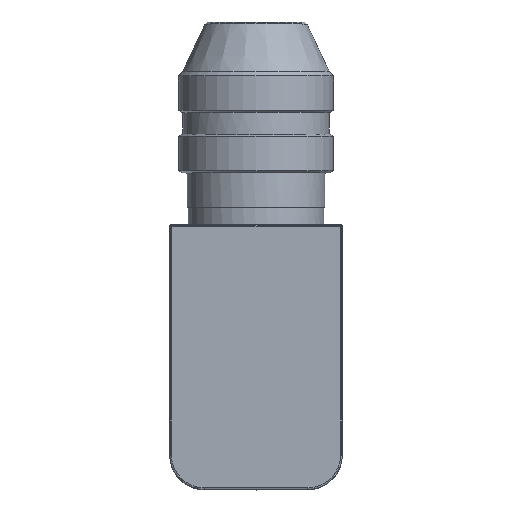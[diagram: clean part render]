
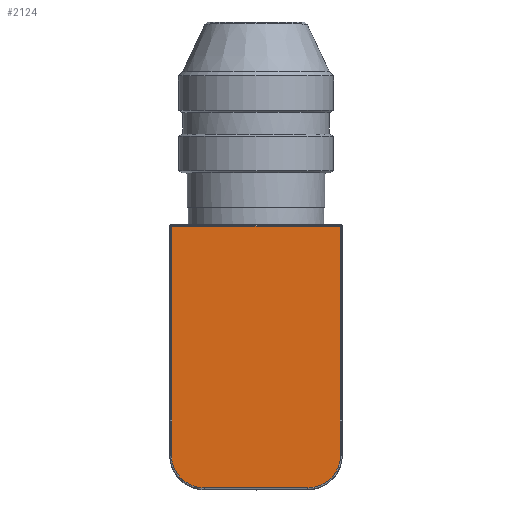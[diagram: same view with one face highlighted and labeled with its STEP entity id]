
A CAD part, top view. The second image highlights one B-rep face of the part: STEP entity #2124.
In plain terms, the highlighted planar face has unit normal (0, 0, 1).
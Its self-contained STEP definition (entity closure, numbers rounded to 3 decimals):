
#2064=AXIS2_PLACEMENT_3D('Plane Axis2P3D',#2061,#2062,#2063) ;
#1535=CARTESIAN_POINT('Vertex',(0.2,30.55,41.8)) ;
#1557=CARTESIAN_POINT('Line Origine',(5.,30.55,41.8)) ;
#1561=CARTESIAN_POINT('Vertex',(19.8,30.55,41.8)) ;
#2046=CARTESIAN_POINT('Vertex',(0.2,4.,41.8)) ;
#2049=CARTESIAN_POINT('Line Origine',(0.2,9.972,41.8)) ;
#2061=CARTESIAN_POINT('Axis2P3D Location',(10.,15.943,41.8)) ;
#2067=CARTESIAN_POINT('Control Point',(4.,0.2,41.8)) ;
#2068=CARTESIAN_POINT('Control Point',(3.618,0.2,41.8)) ;
#2069=CARTESIAN_POINT('Control Point',(3.236,0.248,41.8)) ;
#2070=CARTESIAN_POINT('Control Point',(2.862,0.344,41.8)) ;
#2071=CARTESIAN_POINT('Control Point',(2.146,0.628,41.8)) ;
#2072=CARTESIAN_POINT('Control Point',(1.523,1.08,41.8)) ;
#2073=CARTESIAN_POINT('Control Point',(1.242,1.344,41.8)) ;
#2074=CARTESIAN_POINT('Control Point',(0.751,1.938,41.8)) ;
#2075=CARTESIAN_POINT('Control Point',(0.423,2.634,41.8)) ;
#2076=CARTESIAN_POINT('Control Point',(0.303,3.002,41.8)) ;
#2077=CARTESIAN_POINT('Control Point',(0.223,3.427,41.8)) ;
#2078=CARTESIAN_POINT('Control Point',(0.202,3.857,41.8)) ;
#2079=CARTESIAN_POINT('Control Point',(0.201,3.904,41.8)) ;
#2080=CARTESIAN_POINT('Control Point',(0.2,3.952,41.8)) ;
#2081=CARTESIAN_POINT('Control Point',(0.2,4.,41.8)) ;
#2082=CARTESIAN_POINT('Vertex',(4.,0.2,41.8)) ;
#2085=CARTESIAN_POINT('Line Origine',(10.,0.2,41.8)) ;
#2089=CARTESIAN_POINT('Vertex',(16.,0.2,41.8)) ;
#2093=CARTESIAN_POINT('Control Point',(19.8,4.,41.8)) ;
#2094=CARTESIAN_POINT('Control Point',(19.8,3.618,41.8)) ;
#2095=CARTESIAN_POINT('Control Point',(19.752,3.236,41.8)) ;
#2096=CARTESIAN_POINT('Control Point',(19.656,2.862,41.8)) ;
#2097=CARTESIAN_POINT('Control Point',(19.372,2.146,41.8)) ;
#2098=CARTESIAN_POINT('Control Point',(18.92,1.523,41.8)) ;
#2099=CARTESIAN_POINT('Control Point',(18.656,1.242,41.8)) ;
#2100=CARTESIAN_POINT('Control Point',(18.062,0.751,41.8)) ;
#2101=CARTESIAN_POINT('Control Point',(17.366,0.423,41.8)) ;
#2102=CARTESIAN_POINT('Control Point',(16.998,0.303,41.8)) ;
#2103=CARTESIAN_POINT('Control Point',(16.573,0.223,41.8)) ;
#2104=CARTESIAN_POINT('Control Point',(16.143,0.202,41.8)) ;
#2105=CARTESIAN_POINT('Control Point',(16.096,0.201,41.8)) ;
#2106=CARTESIAN_POINT('Control Point',(16.048,0.2,41.8)) ;
#2107=CARTESIAN_POINT('Control Point',(16.,0.2,41.8)) ;
#2108=CARTESIAN_POINT('Vertex',(19.8,4.,41.8)) ;
#2111=CARTESIAN_POINT('Line Origine',(19.8,17.275,41.8)) ;
#1558=DIRECTION('Vector Direction',(1.,0.,0.)) ;
#2050=DIRECTION('Vector Direction',(0.,1.,0.)) ;
#2062=DIRECTION('Axis2P3D Direction',(0.,0.,1.)) ;
#2063=DIRECTION('Axis2P3D XDirection',(1.,0.,0.)) ;
#2086=DIRECTION('Vector Direction',(-1.,0.,0.)) ;
#2112=DIRECTION('Vector Direction',(0.,-1.,0.)) ;
#1559=VECTOR('Line Direction',#1558,1.) ;
#2051=VECTOR('Line Direction',#2050,1.) ;
#2087=VECTOR('Line Direction',#2086,1.) ;
#2113=VECTOR('Line Direction',#2112,1.) ;
#2117=ORIENTED_EDGE('',*,*,#1563,.F.) ;
#2118=ORIENTED_EDGE('',*,*,#2053,.F.) ;
#2119=ORIENTED_EDGE('',*,*,#2084,.F.) ;
#2120=ORIENTED_EDGE('',*,*,#2091,.F.) ;
#2121=ORIENTED_EDGE('',*,*,#2110,.F.) ;
#2122=ORIENTED_EDGE('',*,*,#2115,.F.) ;
#2124=ADVANCED_FACE('MANIFOLD_SOLID_BREP #6861',(#2123),#2065,.T.) ;
#2066=B_SPLINE_CURVE_WITH_KNOTS('',5,(#2067,#2068,#2069,#2070,#2071,#2072,#2073,#2074,#2075,#2076,#2077,#2078,#2079,#2080,#2081),.UNSPECIFIED.,.F.,.U.,(6,3,3,3,6),(0.,2.701,5.402,8.103,8.441),.UNSPECIFIED.) ;
#2092=B_SPLINE_CURVE_WITH_KNOTS('',5,(#2093,#2094,#2095,#2096,#2097,#2098,#2099,#2100,#2101,#2102,#2103,#2104,#2105,#2106,#2107),.UNSPECIFIED.,.F.,.U.,(6,3,3,3,6),(0.,2.701,5.402,8.103,8.441),.UNSPECIFIED.) ;
#1563=EDGE_CURVE('',#1536,#1562,#1560,.T.) ;
#2053=EDGE_CURVE('',#2047,#1536,#2052,.T.) ;
#2084=EDGE_CURVE('',#2083,#2047,#2066,.T.) ;
#2091=EDGE_CURVE('',#2090,#2083,#2088,.T.) ;
#2110=EDGE_CURVE('',#2109,#2090,#2092,.T.) ;
#2115=EDGE_CURVE('',#1562,#2109,#2114,.T.) ;
#2116=EDGE_LOOP('',(#2117,#2118,#2119,#2120,#2121,#2122)) ;
#2123=FACE_OUTER_BOUND('',#2116,.T.) ;
#1560=LINE('Line',#1557,#1559) ;
#2052=LINE('Line',#2049,#2051) ;
#2088=LINE('Line',#2085,#2087) ;
#2114=LINE('Line',#2111,#2113) ;
#2065=PLANE('',#2064) ;
#1536=VERTEX_POINT('',#1535) ;
#1562=VERTEX_POINT('',#1561) ;
#2047=VERTEX_POINT('',#2046) ;
#2083=VERTEX_POINT('',#2082) ;
#2090=VERTEX_POINT('',#2089) ;
#2109=VERTEX_POINT('',#2108) ;
